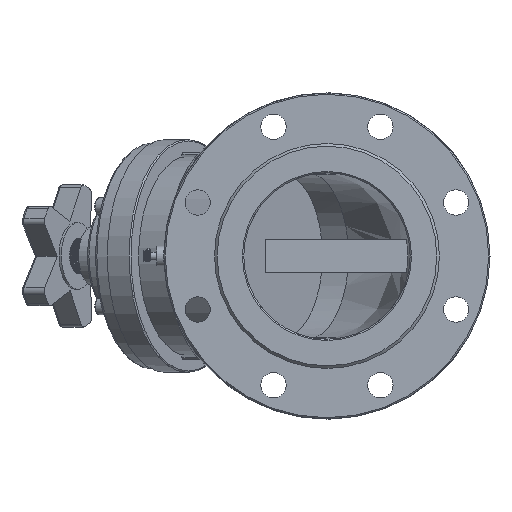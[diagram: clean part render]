
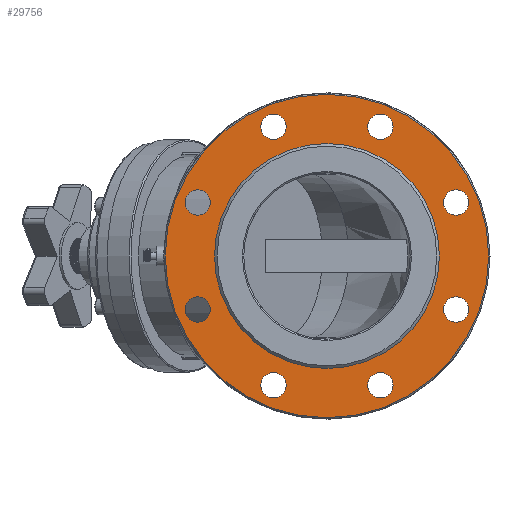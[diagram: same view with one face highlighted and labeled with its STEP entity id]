
A CAD part, left-side view. The second image highlights one B-rep face of the part: STEP entity #29756.
In plain terms, the highlighted planar face has unit normal (-1, 0, 0).
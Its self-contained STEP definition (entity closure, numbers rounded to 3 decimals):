
#429=FACE_BOUND('',#4384,.T.);
#430=FACE_BOUND('',#4385,.T.);
#431=FACE_BOUND('',#4386,.T.);
#432=FACE_BOUND('',#4387,.T.);
#433=FACE_BOUND('',#4388,.T.);
#434=FACE_BOUND('',#4389,.T.);
#435=FACE_BOUND('',#4390,.T.);
#436=FACE_BOUND('',#4391,.T.);
#437=FACE_BOUND('',#4392,.T.);
#1168=PLANE('',#32315);
#2672=FACE_OUTER_BOUND('',#4383,.T.);
#4383=EDGE_LOOP('',(#23905));
#4384=EDGE_LOOP('',(#23906));
#4385=EDGE_LOOP('',(#23907));
#4386=EDGE_LOOP('',(#23908));
#4387=EDGE_LOOP('',(#23909));
#4388=EDGE_LOOP('',(#23910));
#4389=EDGE_LOOP('',(#23911));
#4390=EDGE_LOOP('',(#23912));
#4391=EDGE_LOOP('',(#23913));
#4392=EDGE_LOOP('',(#23914));
#5849=CIRCLE('',#32314,121.5);
#5850=CIRCLE('',#32316,84.5);
#5851=CIRCLE('',#32317,9.5);
#5852=CIRCLE('',#32318,9.5);
#5853=CIRCLE('',#32319,9.5);
#5854=CIRCLE('',#32320,9.5);
#5855=CIRCLE('',#32321,9.5);
#5856=CIRCLE('',#32322,9.5);
#5857=CIRCLE('',#32323,9.5);
#5858=CIRCLE('',#32324,9.5);
#13463=VERTEX_POINT('',#49307);
#13464=VERTEX_POINT('',#49311);
#13465=VERTEX_POINT('',#49313);
#13466=VERTEX_POINT('',#49315);
#13467=VERTEX_POINT('',#49317);
#13468=VERTEX_POINT('',#49319);
#13469=VERTEX_POINT('',#49321);
#13470=VERTEX_POINT('',#49323);
#13471=VERTEX_POINT('',#49325);
#13472=VERTEX_POINT('',#49327);
#17014=EDGE_CURVE('',#13463,#13463,#5849,.T.);
#17015=EDGE_CURVE('',#13464,#13464,#5850,.T.);
#17016=EDGE_CURVE('',#13465,#13465,#5851,.T.);
#17017=EDGE_CURVE('',#13466,#13466,#5852,.T.);
#17018=EDGE_CURVE('',#13467,#13467,#5853,.T.);
#17019=EDGE_CURVE('',#13468,#13468,#5854,.T.);
#17020=EDGE_CURVE('',#13469,#13469,#5855,.T.);
#17021=EDGE_CURVE('',#13470,#13470,#5856,.T.);
#17022=EDGE_CURVE('',#13471,#13471,#5857,.T.);
#17023=EDGE_CURVE('',#13472,#13472,#5858,.T.);
#23905=ORIENTED_EDGE('',*,*,#17014,.F.);
#23906=ORIENTED_EDGE('',*,*,#17015,.F.);
#23907=ORIENTED_EDGE('',*,*,#17016,.F.);
#23908=ORIENTED_EDGE('',*,*,#17017,.F.);
#23909=ORIENTED_EDGE('',*,*,#17018,.F.);
#23910=ORIENTED_EDGE('',*,*,#17019,.F.);
#23911=ORIENTED_EDGE('',*,*,#17020,.F.);
#23912=ORIENTED_EDGE('',*,*,#17021,.F.);
#23913=ORIENTED_EDGE('',*,*,#17022,.F.);
#23914=ORIENTED_EDGE('',*,*,#17023,.F.);
#29756=ADVANCED_FACE('',(#2672,#429,#430,#431,#432,#433,#434,#435,#436,
#437),#1168,.F.);
#32314=AXIS2_PLACEMENT_3D('',#49309,#38599,#38600);
#32315=AXIS2_PLACEMENT_3D('',#49310,#38601,#38602);
#32316=AXIS2_PLACEMENT_3D('',#49312,#38603,#38604);
#32317=AXIS2_PLACEMENT_3D('',#49314,#38605,#38606);
#32318=AXIS2_PLACEMENT_3D('',#49316,#38607,#38608);
#32319=AXIS2_PLACEMENT_3D('',#49318,#38609,#38610);
#32320=AXIS2_PLACEMENT_3D('',#49320,#38611,#38612);
#32321=AXIS2_PLACEMENT_3D('',#49322,#38613,#38614);
#32322=AXIS2_PLACEMENT_3D('',#49324,#38615,#38616);
#32323=AXIS2_PLACEMENT_3D('',#49326,#38617,#38618);
#32324=AXIS2_PLACEMENT_3D('',#49328,#38619,#38620);
#38599=DIRECTION('center_axis',(1.,0.,0.));
#38600=DIRECTION('ref_axis',(0.,-1.,0.));
#38601=DIRECTION('center_axis',(1.,0.,0.));
#38602=DIRECTION('ref_axis',(0.,0.,-1.));
#38603=DIRECTION('center_axis',(-1.,0.,0.));
#38604=DIRECTION('ref_axis',(0.,0.,-1.));
#38605=DIRECTION('center_axis',(-1.,0.,0.));
#38606=DIRECTION('ref_axis',(0.,-1.,0.));
#38607=DIRECTION('center_axis',(-1.,0.,0.));
#38608=DIRECTION('ref_axis',(0.,-1.,0.));
#38609=DIRECTION('center_axis',(-1.,0.,0.));
#38610=DIRECTION('ref_axis',(0.,-1.,0.));
#38611=DIRECTION('center_axis',(-1.,0.,0.));
#38612=DIRECTION('ref_axis',(0.,-1.,0.));
#38613=DIRECTION('center_axis',(-1.,0.,0.));
#38614=DIRECTION('ref_axis',(0.,-1.,0.));
#38615=DIRECTION('center_axis',(-1.,0.,0.));
#38616=DIRECTION('ref_axis',(0.,-1.,0.));
#38617=DIRECTION('center_axis',(-1.,0.,0.));
#38618=DIRECTION('ref_axis',(0.,-1.,0.));
#38619=DIRECTION('center_axis',(-1.,0.,0.));
#38620=DIRECTION('ref_axis',(0.,-1.,0.));
#49307=CARTESIAN_POINT('',(0.,121.5,0.));
#49309=CARTESIAN_POINT('Origin',(0.,0.,0.));
#49310=CARTESIAN_POINT('Origin',(0.,0.,0.));
#49311=CARTESIAN_POINT('',(0.,0.,84.5));
#49312=CARTESIAN_POINT('Origin',(0.,0.,0.));
#49313=CARTESIAN_POINT('',(0.,106.507,-40.182));
#49314=CARTESIAN_POINT('Origin',(0.,97.007,-40.182));
#49315=CARTESIAN_POINT('',(0.,106.507,40.182));
#49316=CARTESIAN_POINT('Origin',(0.,97.007,40.182));
#49317=CARTESIAN_POINT('',(0.,49.682,97.007));
#49318=CARTESIAN_POINT('Origin',(0.,40.182,97.007));
#49319=CARTESIAN_POINT('',(0.,-30.682,97.007));
#49320=CARTESIAN_POINT('Origin',(0.,-40.182,97.007));
#49321=CARTESIAN_POINT('',(0.,-87.507,40.182));
#49322=CARTESIAN_POINT('Origin',(0.,-97.007,40.182));
#49323=CARTESIAN_POINT('',(0.,-87.507,-40.182));
#49324=CARTESIAN_POINT('Origin',(0.,-97.007,-40.182));
#49325=CARTESIAN_POINT('',(0.,-30.682,-97.007));
#49326=CARTESIAN_POINT('Origin',(0.,-40.182,-97.007));
#49327=CARTESIAN_POINT('',(0.,49.682,-97.007));
#49328=CARTESIAN_POINT('Origin',(0.,40.182,-97.007));
